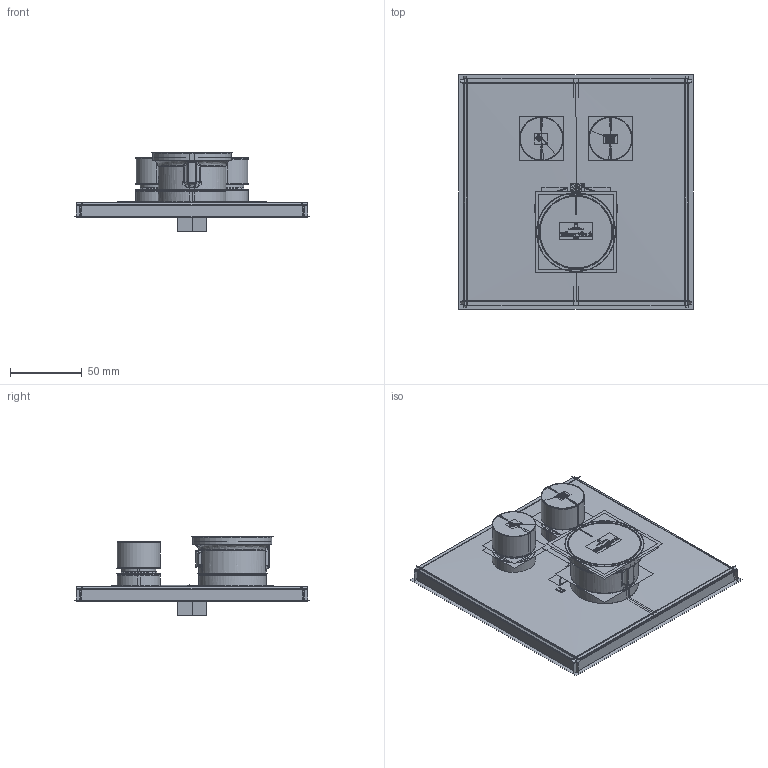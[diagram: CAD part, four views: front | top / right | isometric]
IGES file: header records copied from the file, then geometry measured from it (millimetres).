
Start section:  PTC IGES file: tvs117002000_3dpl.igs
Global section: file name: tvs117002000_3dpl.igs; native system: Creo Parametric by PTC Inc.; preprocessor: 2024253; author: MaiP; organization: Unknown; date: 20250702.114320; units: millimetre
Bounding box: 163.28 x 163.28 x 55.33 mm (x, y, z)
Surface area: 237721.3 mm2 (no closed solid volume)
Topology: 0 solids, 0 shells, 2126 faces, 28974 edges, 37766 vertices
Faces by surface type: extrusion 1064, bspline 740, revolution 322
